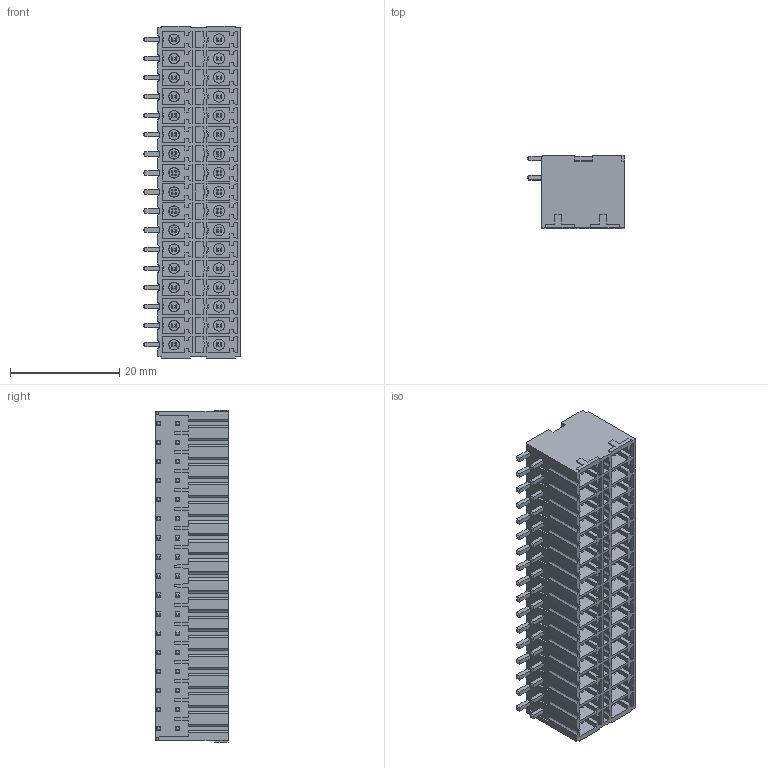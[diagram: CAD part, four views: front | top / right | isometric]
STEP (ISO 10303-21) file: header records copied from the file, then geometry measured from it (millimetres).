
FILE_DESCRIPTION((''),'2;1');
FILE_NAME('TLPHDC-007R-1','2024-09-14T10:32:26',('sheji109'),(''),'CREO PARAMETRIC BY PTC INC, 2018100','CREO PARAMETRIC BY PTC INC, 2018100','');
FILE_SCHEMA(('AUTOMOTIVE_DESIGN { 1 0 10303 214 1 1 1 1 }'));
Length unit declared in the file: millimetre
Products named in the file (1): TLPHDC-007R-1
Bounding box: 17.8 x 13.3 x 60.9 mm (x, y, z)
Volume: 8252.3 mm3; surface area: 10605.3 mm2
Topology: 1 solids, 1 shells, 1861 faces, 4846 edges, 3140 vertices
Faces by surface type: plane 1655, cylinder 138, cone 68
Entity records: 56108 total; most frequent: CARTESIAN_POINT 10193, ORIENTED_EDGE 9692, DIRECTION 8874, EDGE_CURVE 4846, VECTOR 4400, LINE 4400, VERTEX_POINT 3140, AXIS2_PLACEMENT_3D 2237
